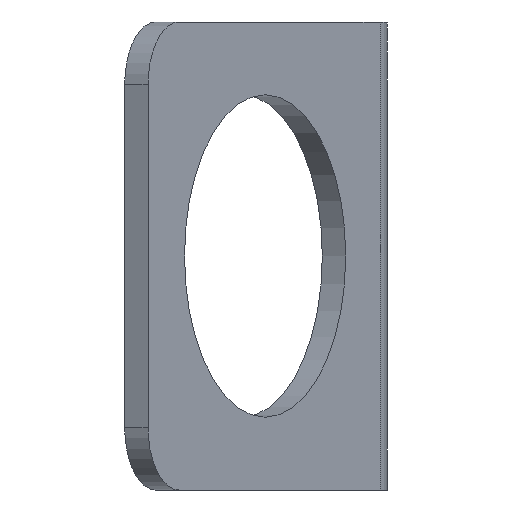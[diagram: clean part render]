
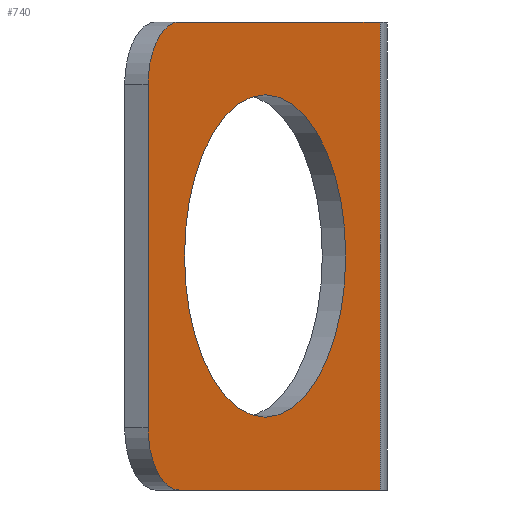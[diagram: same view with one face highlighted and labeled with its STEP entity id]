
A CAD part, left-side view. The second image highlights one B-rep face of the part: STEP entity #740.
In plain terms, the highlighted planar face has unit normal (-0.5, -0.866, 0).
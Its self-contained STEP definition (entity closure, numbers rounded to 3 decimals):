
#194=DIRECTION('',(0.,0.,1.));
#195=VECTOR('',#194,45.);
#196=CARTESIAN_POINT('',(-23.707,-1.903,-22.5));
#197=LINE('',#196,#195);
#212=CARTESIAN_POINT('',(-42.852,9.15,0.));
#213=DIRECTION('',(0.5,0.866,0.));
#214=DIRECTION('',(0.,0.,1.));
#215=AXIS2_PLACEMENT_3D('',#212,#213,#214);
#217=CARTESIAN_POINT('',(-42.852,9.15,0.));
#218=DIRECTION('',(0.5,0.866,0.));
#219=DIRECTION('',(0.,0.,-1.));
#220=AXIS2_PLACEMENT_3D('',#217,#218,#219);
#222=CARTESIAN_POINT('',(-57.141,17.4,16.5));
#223=DIRECTION('',(-0.5,-0.866,0.));
#224=DIRECTION('',(0.,0.,1.));
#225=AXIS2_PLACEMENT_3D('',#222,#223,#224);
#227=DIRECTION('',(-0.866,0.5,0.));
#228=VECTOR('',#227,38.607);
#229=CARTESIAN_POINT('',(-23.707,-1.903,22.5));
#230=LINE('',#229,#228);
#231=DIRECTION('',(0.866,-0.5,0.));
#232=VECTOR('',#231,38.607);
#233=CARTESIAN_POINT('',(-57.141,17.4,-22.5));
#234=LINE('',#233,#232);
#235=CARTESIAN_POINT('',(-57.141,17.4,-16.5));
#236=DIRECTION('',(-0.5,-0.866,0.));
#237=DIRECTION('',(-0.866,0.5,0.));
#238=AXIS2_PLACEMENT_3D('',#235,#236,#237);
#240=DIRECTION('',(0.,0.,-1.));
#241=VECTOR('',#240,33.);
#242=CARTESIAN_POINT('',(-62.337,20.4,16.5));
#243=LINE('',#242,#241);
#398=CARTESIAN_POINT('',(-23.707,-1.903,-22.5));
#399=CARTESIAN_POINT('',(-23.707,-1.903,22.5));
#400=VERTEX_POINT('',#398);
#401=VERTEX_POINT('',#399);
#418=CARTESIAN_POINT('',(-42.852,9.15,15.5));
#419=CARTESIAN_POINT('',(-42.852,9.15,-15.5));
#420=VERTEX_POINT('',#418);
#421=VERTEX_POINT('',#419);
#422=CARTESIAN_POINT('',(-57.141,17.4,22.5));
#423=CARTESIAN_POINT('',(-62.337,20.4,16.5));
#424=VERTEX_POINT('',#422);
#425=VERTEX_POINT('',#423);
#430=CARTESIAN_POINT('',(-62.337,20.4,-16.5));
#431=CARTESIAN_POINT('',(-57.141,17.4,-22.5));
#432=VERTEX_POINT('',#430);
#433=VERTEX_POINT('',#431);
#716=CARTESIAN_POINT('',(-22.5,-2.6,22.5));
#717=DIRECTION('',(-0.5,-0.866,0.));
#718=DIRECTION('',(0.,0.,1.));
#719=AXIS2_PLACEMENT_3D('',#716,#717,#718);
#720=PLANE('',#719);
#722=ORIENTED_EDGE('',*,*,#721,.F.);
#724=ORIENTED_EDGE('',*,*,#723,.F.);
#725=ORIENTED_EDGE('',*,*,#707,.F.);
#727=ORIENTED_EDGE('',*,*,#726,.F.);
#729=ORIENTED_EDGE('',*,*,#728,.F.);
#731=ORIENTED_EDGE('',*,*,#730,.F.);
#732=EDGE_LOOP('',(#722,#724,#725,#727,#729,#731));
#733=FACE_OUTER_BOUND('',#732,.F.);
#735=ORIENTED_EDGE('',*,*,#734,.F.);
#737=ORIENTED_EDGE('',*,*,#736,.F.);
#738=EDGE_LOOP('',(#735,#737));
#739=FACE_BOUND('',#738,.F.);
#740=ADVANCED_FACE('',(#733,#739),#720,.T.);
#216=CIRCLE('',#215,15.5);
#221=CIRCLE('',#220,15.5);
#226=CIRCLE('',#225,6.);
#239=CIRCLE('',#238,6.);
#707=EDGE_CURVE('',#400,#401,#197,.T.);
#721=EDGE_CURVE('',#424,#425,#226,.T.);
#723=EDGE_CURVE('',#401,#424,#230,.T.);
#726=EDGE_CURVE('',#433,#400,#234,.T.);
#728=EDGE_CURVE('',#432,#433,#239,.T.);
#730=EDGE_CURVE('',#425,#432,#243,.T.);
#734=EDGE_CURVE('',#420,#421,#216,.T.);
#736=EDGE_CURVE('',#421,#420,#221,.T.);
